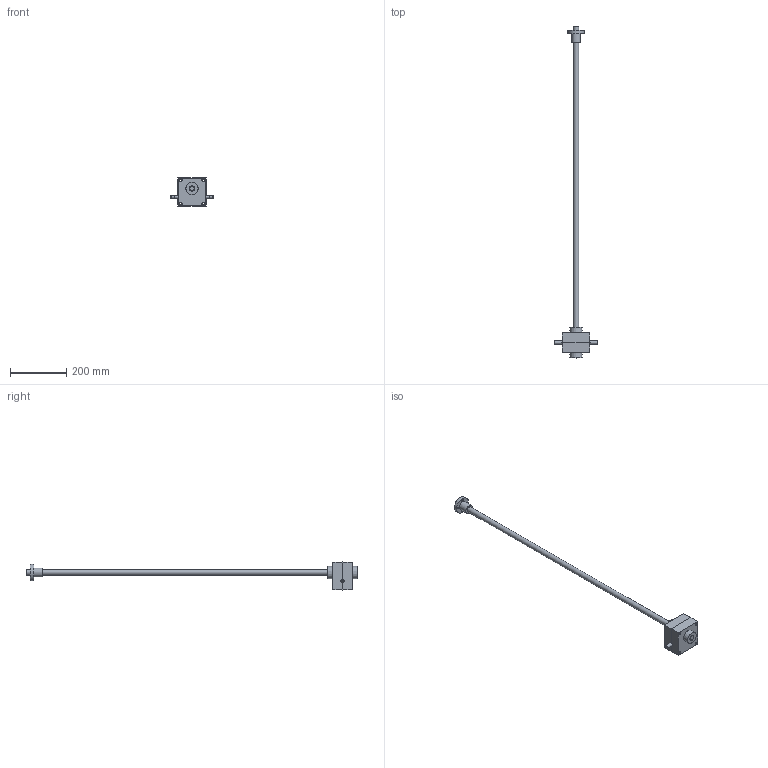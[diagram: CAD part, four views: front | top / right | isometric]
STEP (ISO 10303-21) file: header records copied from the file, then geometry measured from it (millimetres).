
FILE_DESCRIPTION( ( 'STEP AP214' ), ' ' );
FILE_NAME( 'TPR420_B_R.1_10_C.1000_-_-.stp', '2017-08-20T13:58:13', ( '' ), ( '' ), ' ', 'PARTsolutions', ' ' );
FILE_SCHEMA( ( 'AUTOMOTIVE_DESIGN { 1 0 10303 214 1 1 1 1 }' ) );
Length unit declared in the file: millimetre
Products named in the file (6): TPR420_B_R.1/10_C.1000_-_-; _TP4201-case; _TP420-shaft; _TPRA42010001-spindle; _420_1-te; _TPA420-chicciolla
Assembly tree (6 placements, depth 2):
  TPR420_B_R.1/10_C.1000_-_-
    _TP4201-case
    _TP420-shaft  x2
    _TPRA42010001-spindle
    _420_1-te
    _TPA420-chicciolla
Bounding box: 150 x 1185 x 100 mm (x, y, z)
Volume: 1139563.2 mm3; surface area: 164344.8 mm2
Topology: 5 solids, 5 shells, 155 faces, 395 edges, 262 vertices
Faces by surface type: plane 96, cylinder 49, cone 10
Full cylindrical faces by diameter (mm): 4.134 x2, 7 x4, 9 x4, 12 x3, 16 x2, 20 x1, 32 x1, 60 x1
Entity records: 5572 total; most frequent: CARTESIAN_POINT 791, DIRECTION 740, ORIENTED_EDGE 682, EDGE_CURVE 341, AXIS2_PLACEMENT_3D 250, VERTEX_POINT 240, LINE 240, VECTOR 240
